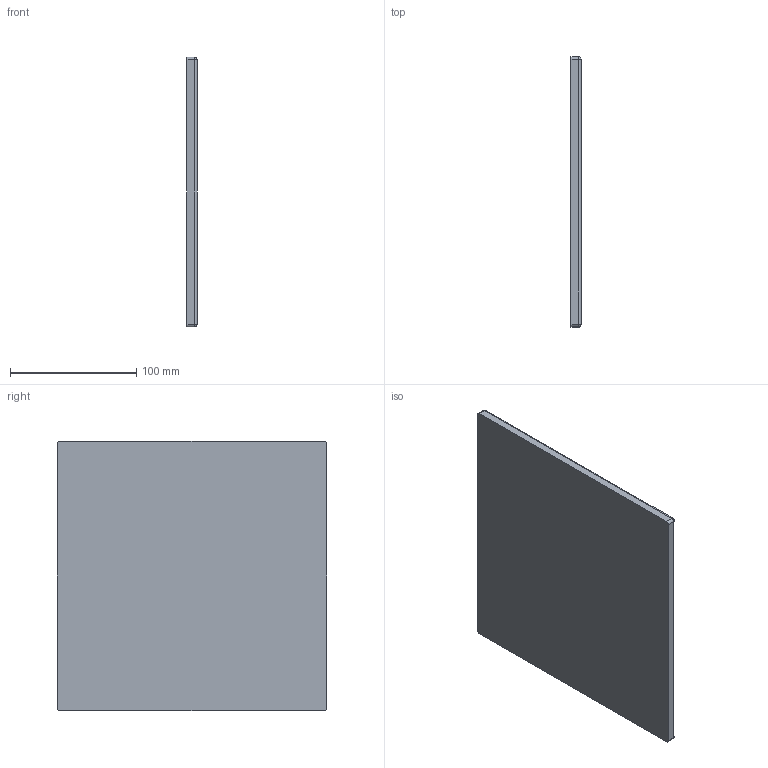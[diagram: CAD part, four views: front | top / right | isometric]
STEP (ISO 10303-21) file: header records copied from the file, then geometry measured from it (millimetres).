
FILE_DESCRIPTION(('CATIA V5 STEP Exchange','CAx-IF Rec.Pracs.--- Model Styling and Organization---1.4--- 2014-01-23','CAx-IF Rec.Pracs.---3D Tessellated Data Validation Properties---0.5---2014-09-14'),'2;1');
FILE_NAME('STEP_359893_-_TST.stp','2022-01-19T12:48:58+00:00',('none'),('none'),'CATIA Version 5-6 Release 2019 SP3','CATIA V5 STEP AP242 v1','none');
FILE_SCHEMA(('AP242_MANAGED_MODEL_BASED_3D_ENGINEERING_MIM_LF {1 0 10303 442 1 1 4}'));
Length unit declared in the file: millimetre
Products named in the file (1): 359893 - TST.CATPART
Bounding box: 8 x 214 x 214 mm (x, y, z)
Volume: 365604.8 mm3; surface area: 97678.3 mm2
Topology: 1 solids, 1 shells, 270 faces, 650 edges, 386 vertices
Faces by surface type: cylinder 118, torus 114, bspline 20, plane 14, sphere 4
Entity records: 9277 total; most frequent: CARTESIAN_POINT 3263, ORIENTED_EDGE 1292, DIRECTION 1085, AXIS2_PLACEMENT_3D 657, EDGE_CURVE 646, CIRCLE 413, VERTEX_POINT 386, EDGE_LOOP 278
